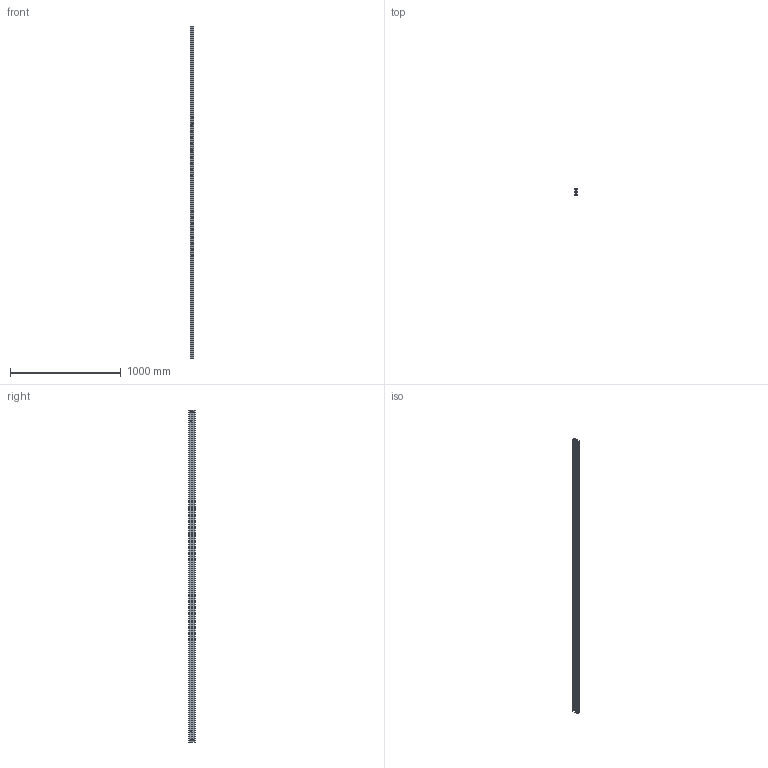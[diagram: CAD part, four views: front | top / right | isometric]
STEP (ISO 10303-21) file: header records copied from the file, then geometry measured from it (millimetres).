
FILE_DESCRIPTION (( 'STEP AP203' ), '1' );
FILE_NAME ('T84005.STEP', '2018-09-13T15:59:31', ( '' ), ( '' ), 'SwSTEP 2.0', 'SolidWorks 2016', '' );
FILE_SCHEMA (( 'CONFIG_CONTROL_DESIGN' ));
Length unit declared in the file: millimetre
Products named in the file (1): T84005
Bounding box: 34.5 x 61 x 3000 mm (x, y, z)
Volume: 1543861.1 mm3; surface area: 963132.9 mm2
Topology: 1 solids, 1 shells, 438 faces, 1175 edges, 782 vertices
Faces by surface type: plane 300, bspline 78, cylinder 56, cone 4
Entity records: 17412 total; most frequent: CARTESIAN_POINT 6746, ORIENTED_EDGE 2350, DIRECTION 1857, EDGE_CURVE 1175, LINE 903, VECTOR 903, VERTEX_POINT 782, EDGE_LOOP 495
